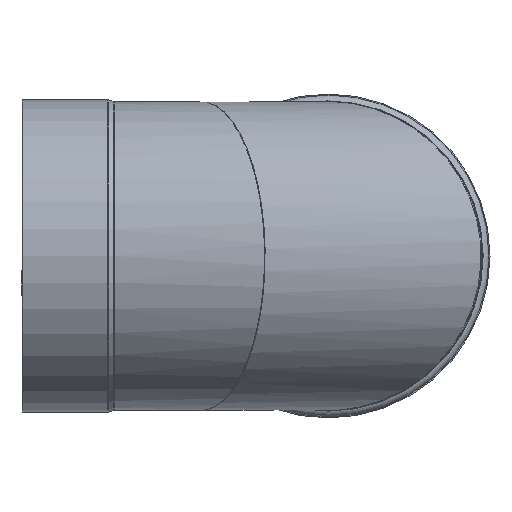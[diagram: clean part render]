
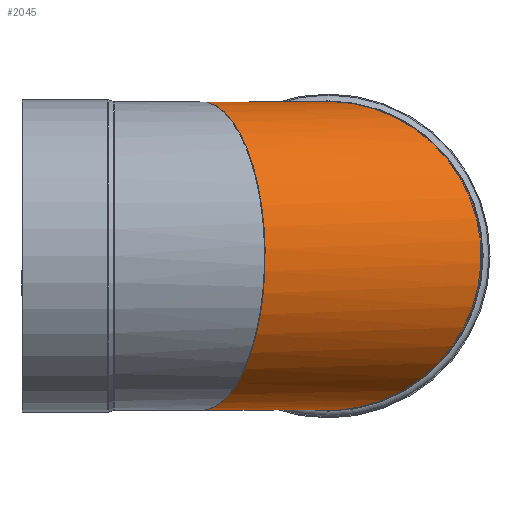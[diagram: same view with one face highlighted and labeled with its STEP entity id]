
A CAD part, left-side view. The second image highlights one B-rep face of the part: STEP entity #2045.
In plain terms, the highlighted cylindrical face has radius 126 mm (diameter 252 mm), a partial arc.
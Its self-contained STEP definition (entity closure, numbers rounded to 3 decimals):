
#247=CYLINDRICAL_SURFACE('',#2309,126.);
#370=FACE_OUTER_BOUND('',#506,.T.);
#506=EDGE_LOOP('',(#1672,#1673,#1674,#1675,#1676,#1677,#1678,#1679));
#660=LINE('',#3527,#780);
#663=LINE('',#3532,#783);
#780=VECTOR('',#2947,42.118);
#783=VECTOR('',#2954,42.118);
#788=ELLIPSE('',#2290,136.381,126.);
#791=ELLIPSE('',#2294,136.381,126.);
#793=ELLIPSE('',#2297,136.381,126.);
#794=ELLIPSE('',#2299,136.381,126.);
#797=ELLIPSE('',#2303,136.381,126.);
#799=ELLIPSE('',#2306,136.381,126.);
#913=VERTEX_POINT('',#3486);
#914=VERTEX_POINT('',#3488);
#917=VERTEX_POINT('',#3496);
#919=VERTEX_POINT('',#3501);
#921=VERTEX_POINT('',#3505);
#922=VERTEX_POINT('',#3509);
#924=VERTEX_POINT('',#3512);
#927=VERTEX_POINT('',#3523);
#1163=EDGE_CURVE('',#914,#913,#788,.T.);
#1168=EDGE_CURVE('',#913,#917,#791,.T.);
#1172=EDGE_CURVE('',#919,#921,#793,.T.);
#1174=EDGE_CURVE('',#924,#922,#794,.T.);
#1178=EDGE_CURVE('',#922,#919,#797,.T.);
#1181=EDGE_CURVE('',#917,#927,#799,.T.);
#1182=EDGE_CURVE('',#924,#927,#660,.T.);
#1185=EDGE_CURVE('',#921,#914,#663,.T.);
#1672=ORIENTED_EDGE('',*,*,#1174,.T.);
#1673=ORIENTED_EDGE('',*,*,#1178,.T.);
#1674=ORIENTED_EDGE('',*,*,#1172,.T.);
#1675=ORIENTED_EDGE('',*,*,#1185,.T.);
#1676=ORIENTED_EDGE('',*,*,#1163,.T.);
#1677=ORIENTED_EDGE('',*,*,#1168,.T.);
#1678=ORIENTED_EDGE('',*,*,#1181,.T.);
#1679=ORIENTED_EDGE('',*,*,#1182,.F.);
#2045=ADVANCED_FACE('',(#370),#247,.T.);
#2290=AXIS2_PLACEMENT_3D('',#3489,#2904,#2905);
#2294=AXIS2_PLACEMENT_3D('',#3498,#2914,#2915);
#2297=AXIS2_PLACEMENT_3D('',#3507,#2922,#2923);
#2299=AXIS2_PLACEMENT_3D('',#3513,#2927,#2928);
#2303=AXIS2_PLACEMENT_3D('',#3519,#2936,#2937);
#2306=AXIS2_PLACEMENT_3D('',#3525,#2943,#2944);
#2309=AXIS2_PLACEMENT_3D('',#3531,#2952,#2953);
#2904=DIRECTION('center_axis',(-0.383,-0.924,0.));
#2905=DIRECTION('ref_axis',(0.924,-0.383,0.));
#2914=DIRECTION('center_axis',(-0.383,-0.924,0.));
#2915=DIRECTION('ref_axis',(0.924,-0.383,0.));
#2922=DIRECTION('center_axis',(-0.383,0.924,0.));
#2923=DIRECTION('ref_axis',(0.924,0.383,0.));
#2927=DIRECTION('center_axis',(-0.383,0.924,0.));
#2928=DIRECTION('ref_axis',(0.924,0.383,0.));
#2936=DIRECTION('center_axis',(-0.383,0.924,0.));
#2937=DIRECTION('ref_axis',(0.924,0.383,0.));
#2943=DIRECTION('center_axis',(-0.383,-0.924,0.));
#2944=DIRECTION('ref_axis',(0.924,-0.383,0.));
#2947=DIRECTION('',(0.,1.,0.));
#2952=DIRECTION('center_axis',(0.,1.,0.));
#2953=DIRECTION('ref_axis',(1.,0.,0.));
#2954=DIRECTION('',(0.,1.,0.));
#3486=CARTESIAN_POINT('',(44.194,54.944,117.995));
#3488=CARTESIAN_POINT('',(126.,21.059,0.22));
#3489=CARTESIAN_POINT('Origin',(0.,73.25,0.));
#3496=CARTESIAN_POINT('',(44.194,54.944,-117.995));
#3498=CARTESIAN_POINT('Origin',(0.,73.25,
0.));
#3501=CARTESIAN_POINT('',(44.194,-54.944,117.995));
#3505=CARTESIAN_POINT('',(126.,-21.059,0.22));
#3507=CARTESIAN_POINT('Origin',(0.,-73.25,
0.));
#3509=CARTESIAN_POINT('',(44.194,-54.944,-117.995));
#3512=CARTESIAN_POINT('',(126.,-21.059,0.));
#3513=CARTESIAN_POINT('Origin',(0.,-73.25,
0.));
#3519=CARTESIAN_POINT('Origin',(0.,-73.25,
0.));
#3523=CARTESIAN_POINT('',(126.,21.059,0.));
#3525=CARTESIAN_POINT('Origin',(0.,73.25,
0.));
#3527=CARTESIAN_POINT('',(126.,-535.,0.));
#3531=CARTESIAN_POINT('Origin',(0.,0.,
0.));
#3532=CARTESIAN_POINT('',(126.,-535.,0.22));
